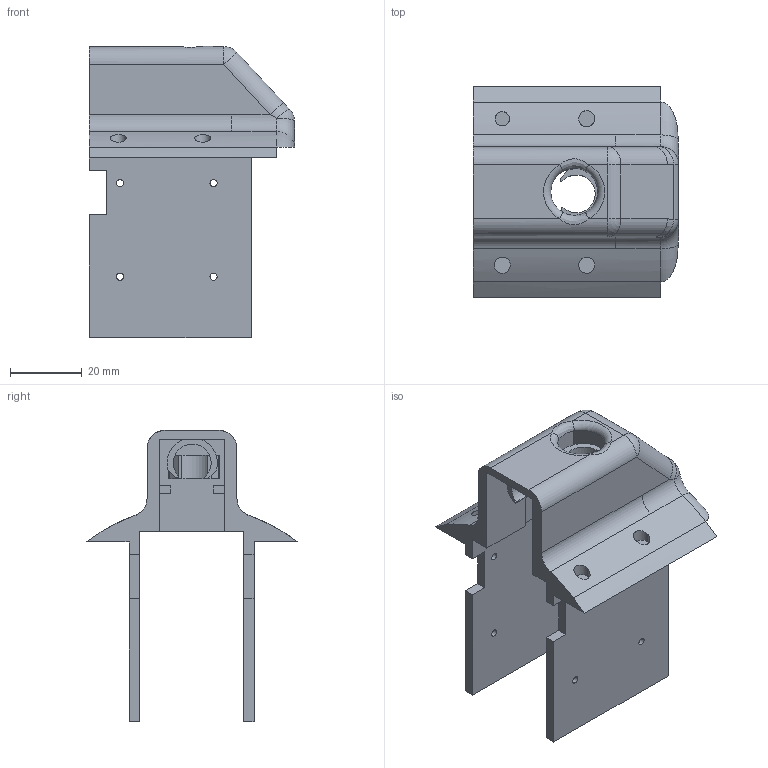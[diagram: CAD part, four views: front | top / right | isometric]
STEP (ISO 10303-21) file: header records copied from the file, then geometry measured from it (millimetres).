
FILE_DESCRIPTION(('CATIA V5 STEP Exchange'),'2;1');
FILE_NAME('OneDrive - Université d''Orléans\Space''Support_Runcam_V4.stp','2022-06-15T19:30:37+00:00',('none'),('none'),'CATIA Version 5 Release 20 GA (IN-10)','CATIA V5 STEP AP203','none');
FILE_SCHEMA(('CONFIG_CONTROL_DESIGN'));
Length unit declared in the file: millimetre
Products named in the file (1): Support_Runcam_V4
Bounding box: 57 x 58.71 x 80.92 mm (x, y, z)
Volume: 38849.6 mm3; surface area: 22841.2 mm2
Topology: 3 solids, 3 shells, 132 faces, 354 edges, 227 vertices
Faces by surface type: plane 74, cylinder 42, torus 6, sphere 4, bspline 4, extrusion 2
Entity records: 4489 total; most frequent: CARTESIAN_POINT 1381, ORIENTED_EDGE 700, DIRECTION 491, EDGE_CURVE 350, VECTOR 231, LINE 229, VERTEX_POINT 227, AXIS2_PLACEMENT_3D 173
